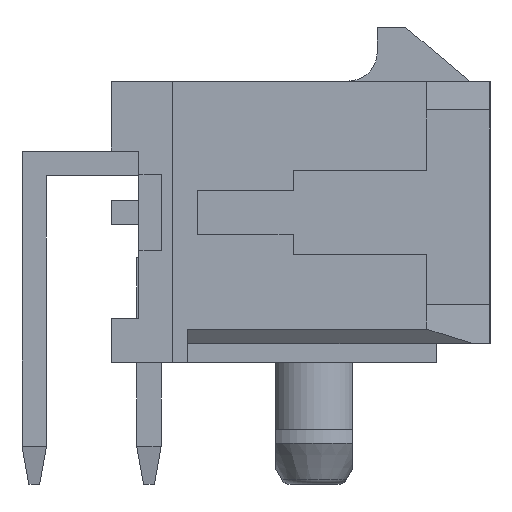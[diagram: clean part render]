
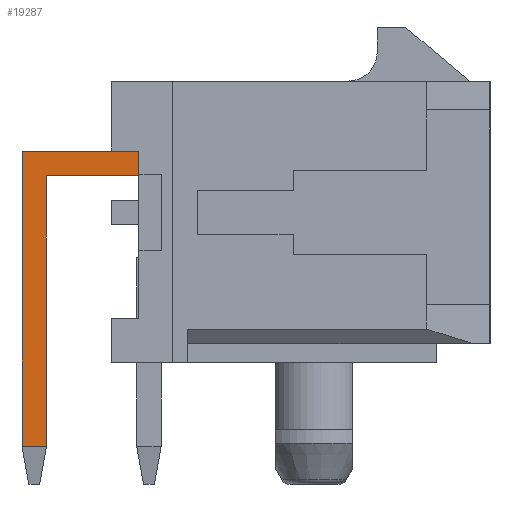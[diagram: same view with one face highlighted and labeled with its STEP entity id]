
A CAD part, left-side view. The second image highlights one B-rep face of the part: STEP entity #19287.
In plain terms, the highlighted planar face has unit normal (-1, 0, 0).
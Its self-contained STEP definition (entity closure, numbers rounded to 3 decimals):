
#8441 = PLANE('',#8442);
#8442 = AXIS2_PLACEMENT_3D('',#8443,#8444,#8445);
#8443 = CARTESIAN_POINT('',(-30.325,0.285,1.095));
#8444 = DIRECTION('',(0.,1.,0.));
#8445 = DIRECTION('',(0.,0.,1.));
#12032 = VERTEX_POINT('',#12033);
#12033 = CARTESIAN_POINT('',(-27.32,0.285,4.824));
#12059 = EDGE_CURVE('',#12032,#12060,#12062,.T.);
#12060 = VERTEX_POINT('',#12061);
#12061 = CARTESIAN_POINT('',(-27.32,0.285,5.464));
#12062 = SURFACE_CURVE('',#12063,(#12067,#12074),.PCURVE_S1.);
#12063 = LINE('',#12064,#12065);
#12064 = CARTESIAN_POINT('',(-27.32,0.285,4.824));
#12065 = VECTOR('',#12066,1.);
#12066 = DIRECTION('',(0.,0.,1.));
#12067 = PCURVE('',#8441,#12068);
#12068 = DEFINITIONAL_REPRESENTATION('',(#12069),#12073);
#12069 = LINE('',#12070,#12071);
#12070 = CARTESIAN_POINT('',(3.729,3.005));
#12071 = VECTOR('',#12072,1.);
#12072 = DIRECTION('',(1.,0.));
#12073 = ( GEOMETRIC_REPRESENTATION_CONTEXT(2) 
PARAMETRIC_REPRESENTATION_CONTEXT() REPRESENTATION_CONTEXT('2D SPACE',''
  ) );
#12074 = PCURVE('',#12075,#12080);
#12075 = PLANE('',#12076);
#12076 = AXIS2_PLACEMENT_3D('',#12077,#12078,#12079);
#12077 = CARTESIAN_POINT('',(-27.32,-3.95,3.87));
#12078 = DIRECTION('',(1.,0.,0.));
#12079 = DIRECTION('',(0.,1.,0.));
#12080 = DEFINITIONAL_REPRESENTATION('',(#12081),#12085);
#12081 = LINE('',#12082,#12083);
#12082 = CARTESIAN_POINT('',(4.235,0.954));
#12083 = VECTOR('',#12084,1.);
#12084 = DIRECTION('',(0.,1.));
#12085 = ( GEOMETRIC_REPRESENTATION_CONTEXT(2) 
PARAMETRIC_REPRESENTATION_CONTEXT() REPRESENTATION_CONTEXT('2D SPACE',''
  ) );
#18296 = PLANE('',#18297);
#18297 = AXIS2_PLACEMENT_3D('',#18298,#18299,#18300);
#18298 = CARTESIAN_POINT('',(-26.68,2.7,4.824));
#18299 = DIRECTION('',(0.,-1.,0.));
#18300 = DIRECTION('',(0.,0.,-1.));
#18322 = PLANE('',#18323);
#18323 = AXIS2_PLACEMENT_3D('',#18324,#18325,#18326);
#18324 = CARTESIAN_POINT('',(-26.68,-0.29,4.824));
#18325 = DIRECTION('',(0.,0.,-1.));
#18326 = DIRECTION('',(0.,1.,0.));
#18351 = PLANE('',#18352);
#18352 = AXIS2_PLACEMENT_3D('',#18353,#18354,#18355);
#18353 = CARTESIAN_POINT('',(-26.68,3.34,5.464));
#18354 = DIRECTION('',(0.,0.,1.));
#18355 = DIRECTION('',(0.,-1.,0.));
#18377 = PLANE('',#18378);
#18378 = AXIS2_PLACEMENT_3D('',#18379,#18380,#18381);
#18379 = CARTESIAN_POINT('',(-26.68,3.34,-3.245));
#18380 = DIRECTION('',(0.,1.,0.));
#18381 = DIRECTION('',(0.,0.,1.));
#18920 = EDGE_CURVE('',#18921,#12060,#18923,.T.);
#18921 = VERTEX_POINT('',#18922);
#18922 = CARTESIAN_POINT('',(-27.32,3.34,5.464));
#18923 = SURFACE_CURVE('',#18924,(#18928,#18935),.PCURVE_S1.);
#18924 = LINE('',#18925,#18926);
#18925 = CARTESIAN_POINT('',(-27.32,3.34,5.464));
#18926 = VECTOR('',#18927,1.);
#18927 = DIRECTION('',(0.,-1.,0.));
#18928 = PCURVE('',#18351,#18929);
#18929 = DEFINITIONAL_REPRESENTATION('',(#18930),#18934);
#18930 = LINE('',#18931,#18932);
#18931 = CARTESIAN_POINT('',(0.,-0.64));
#18932 = VECTOR('',#18933,1.);
#18933 = DIRECTION('',(1.,0.));
#18934 = ( GEOMETRIC_REPRESENTATION_CONTEXT(2) 
PARAMETRIC_REPRESENTATION_CONTEXT() REPRESENTATION_CONTEXT('2D SPACE',''
  ) );
#18935 = PCURVE('',#12075,#18936);
#18936 = DEFINITIONAL_REPRESENTATION('',(#18937),#18941);
#18937 = LINE('',#18938,#18939);
#18938 = CARTESIAN_POINT('',(7.29,1.594));
#18939 = VECTOR('',#18940,1.);
#18940 = DIRECTION('',(-1.,0.));
#18941 = ( GEOMETRIC_REPRESENTATION_CONTEXT(2) 
PARAMETRIC_REPRESENTATION_CONTEXT() REPRESENTATION_CONTEXT('2D SPACE',''
  ) );
#19287 = ADVANCED_FACE('',(#19288),#12075,.F.);
#19288 = FACE_BOUND('',#19289,.F.);
#19289 = EDGE_LOOP('',(#19290,#19320,#19341,#19342,#19343,#19366));
#19290 = ORIENTED_EDGE('',*,*,#19291,.F.);
#19291 = EDGE_CURVE('',#19292,#19294,#19296,.T.);
#19292 = VERTEX_POINT('',#19293);
#19293 = CARTESIAN_POINT('',(-27.32,3.34,-2.245));
#19294 = VERTEX_POINT('',#19295);
#19295 = CARTESIAN_POINT('',(-27.32,2.7,-2.245));
#19296 = SURFACE_CURVE('',#19297,(#19301,#19308),.PCURVE_S1.);
#19297 = LINE('',#19298,#19299);
#19298 = CARTESIAN_POINT('',(-27.32,3.34,-2.245));
#19299 = VECTOR('',#19300,1.);
#19300 = DIRECTION('',(0.,-1.,0.));
#19301 = PCURVE('',#12075,#19302);
#19302 = DEFINITIONAL_REPRESENTATION('',(#19303),#19307);
#19303 = LINE('',#19304,#19305);
#19304 = CARTESIAN_POINT('',(7.29,-6.115));
#19305 = VECTOR('',#19306,1.);
#19306 = DIRECTION('',(-1.,0.));
#19307 = ( GEOMETRIC_REPRESENTATION_CONTEXT(2) 
PARAMETRIC_REPRESENTATION_CONTEXT() REPRESENTATION_CONTEXT('2D SPACE',''
  ) );
#19308 = PCURVE('',#19309,#19314);
#19309 = PLANE('',#19310);
#19310 = AXIS2_PLACEMENT_3D('',#19311,#19312,#19313);
#19311 = CARTESIAN_POINT('',(-27.23,3.02,-2.745));
#19312 = DIRECTION('',(-0.984,0.,
    -0.177));
#19313 = DIRECTION('',(0.177,0.,-0.984
    ));
#19314 = DEFINITIONAL_REPRESENTATION('',(#19315),#19319);
#19315 = LINE('',#19316,#19317);
#19316 = CARTESIAN_POINT('',(-0.508,-0.32));
#19317 = VECTOR('',#19318,1.);
#19318 = DIRECTION('',(0.,1.));
#19319 = ( GEOMETRIC_REPRESENTATION_CONTEXT(2) 
PARAMETRIC_REPRESENTATION_CONTEXT() REPRESENTATION_CONTEXT('2D SPACE',''
  ) );
#19320 = ORIENTED_EDGE('',*,*,#19321,.T.);
#19321 = EDGE_CURVE('',#19292,#18921,#19322,.T.);
#19322 = SURFACE_CURVE('',#19323,(#19327,#19334),.PCURVE_S1.);
#19323 = LINE('',#19324,#19325);
#19324 = CARTESIAN_POINT('',(-27.32,3.34,-2.245));
#19325 = VECTOR('',#19326,1.);
#19326 = DIRECTION('',(0.,0.,1.));
#19327 = PCURVE('',#12075,#19328);
#19328 = DEFINITIONAL_REPRESENTATION('',(#19329),#19333);
#19329 = LINE('',#19330,#19331);
#19330 = CARTESIAN_POINT('',(7.29,-6.115));
#19331 = VECTOR('',#19332,1.);
#19332 = DIRECTION('',(0.,1.));
#19333 = ( GEOMETRIC_REPRESENTATION_CONTEXT(2) 
PARAMETRIC_REPRESENTATION_CONTEXT() REPRESENTATION_CONTEXT('2D SPACE',''
  ) );
#19334 = PCURVE('',#18377,#19335);
#19335 = DEFINITIONAL_REPRESENTATION('',(#19336),#19340);
#19336 = LINE('',#19337,#19338);
#19337 = CARTESIAN_POINT('',(1.,-0.64));
#19338 = VECTOR('',#19339,1.);
#19339 = DIRECTION('',(1.,0.));
#19340 = ( GEOMETRIC_REPRESENTATION_CONTEXT(2) 
PARAMETRIC_REPRESENTATION_CONTEXT() REPRESENTATION_CONTEXT('2D SPACE',''
  ) );
#19341 = ORIENTED_EDGE('',*,*,#18920,.T.);
#19342 = ORIENTED_EDGE('',*,*,#12059,.F.);
#19343 = ORIENTED_EDGE('',*,*,#19344,.T.);
#19344 = EDGE_CURVE('',#12032,#19345,#19347,.T.);
#19345 = VERTEX_POINT('',#19346);
#19346 = CARTESIAN_POINT('',(-27.32,2.7,4.824));
#19347 = SURFACE_CURVE('',#19348,(#19352,#19359),.PCURVE_S1.);
#19348 = LINE('',#19349,#19350);
#19349 = CARTESIAN_POINT('',(-27.32,0.285,4.824));
#19350 = VECTOR('',#19351,1.);
#19351 = DIRECTION('',(0.,1.,0.));
#19352 = PCURVE('',#12075,#19353);
#19353 = DEFINITIONAL_REPRESENTATION('',(#19354),#19358);
#19354 = LINE('',#19355,#19356);
#19355 = CARTESIAN_POINT('',(4.235,0.954));
#19356 = VECTOR('',#19357,1.);
#19357 = DIRECTION('',(1.,0.));
#19358 = ( GEOMETRIC_REPRESENTATION_CONTEXT(2) 
PARAMETRIC_REPRESENTATION_CONTEXT() REPRESENTATION_CONTEXT('2D SPACE',''
  ) );
#19359 = PCURVE('',#18322,#19360);
#19360 = DEFINITIONAL_REPRESENTATION('',(#19361),#19365);
#19361 = LINE('',#19362,#19363);
#19362 = CARTESIAN_POINT('',(0.575,-0.64));
#19363 = VECTOR('',#19364,1.);
#19364 = DIRECTION('',(1.,0.));
#19365 = ( GEOMETRIC_REPRESENTATION_CONTEXT(2) 
PARAMETRIC_REPRESENTATION_CONTEXT() REPRESENTATION_CONTEXT('2D SPACE',''
  ) );
#19366 = ORIENTED_EDGE('',*,*,#19367,.T.);
#19367 = EDGE_CURVE('',#19345,#19294,#19368,.T.);
#19368 = SURFACE_CURVE('',#19369,(#19373,#19380),.PCURVE_S1.);
#19369 = LINE('',#19370,#19371);
#19370 = CARTESIAN_POINT('',(-27.32,2.7,4.824));
#19371 = VECTOR('',#19372,1.);
#19372 = DIRECTION('',(0.,0.,-1.));
#19373 = PCURVE('',#12075,#19374);
#19374 = DEFINITIONAL_REPRESENTATION('',(#19375),#19379);
#19375 = LINE('',#19376,#19377);
#19376 = CARTESIAN_POINT('',(6.65,0.954));
#19377 = VECTOR('',#19378,1.);
#19378 = DIRECTION('',(0.,-1.));
#19379 = ( GEOMETRIC_REPRESENTATION_CONTEXT(2) 
PARAMETRIC_REPRESENTATION_CONTEXT() REPRESENTATION_CONTEXT('2D SPACE',''
  ) );
#19380 = PCURVE('',#18296,#19381);
#19381 = DEFINITIONAL_REPRESENTATION('',(#19382),#19386);
#19382 = LINE('',#19383,#19384);
#19383 = CARTESIAN_POINT('',(0.,-0.64));
#19384 = VECTOR('',#19385,1.);
#19385 = DIRECTION('',(1.,0.));
#19386 = ( GEOMETRIC_REPRESENTATION_CONTEXT(2) 
PARAMETRIC_REPRESENTATION_CONTEXT() REPRESENTATION_CONTEXT('2D SPACE',''
  ) );
